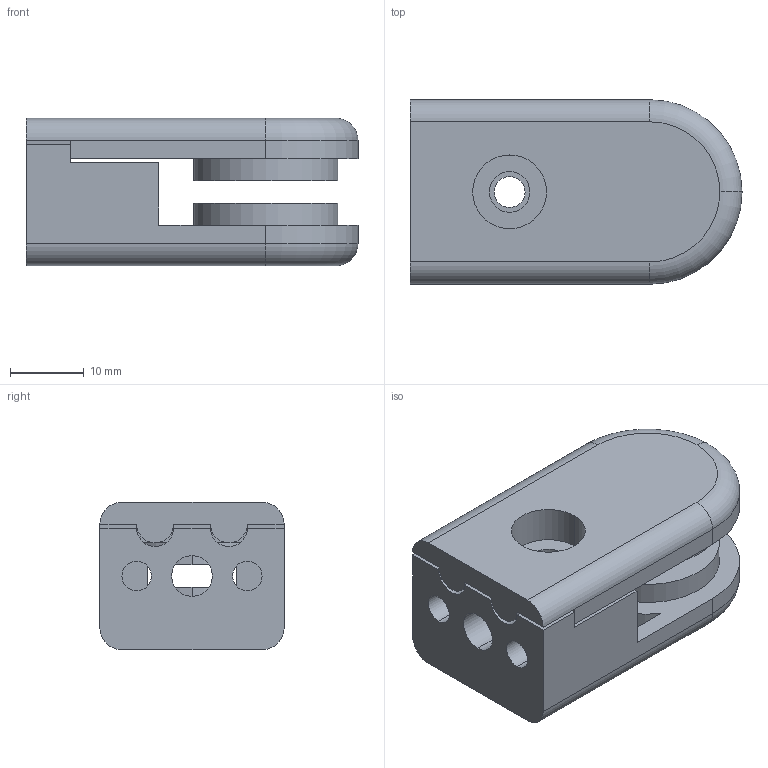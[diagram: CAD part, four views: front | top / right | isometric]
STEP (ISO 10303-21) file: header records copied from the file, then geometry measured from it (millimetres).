
FILE_DESCRIPTION (( 'STEP AP214' ), '1' );
FILE_NAME ('084.509.003.STEP', '2015-05-21T10:00:12', ( '' ), ( '' ), 'SwSTEP 2.0', 'SolidWorks 2012', '' );
FILE_SCHEMA (( 'AUTOMOTIVE_DESIGN' ));
Length unit declared in the file: millimetre
Products named in the file (1): 084.509.003
Bounding box: 45 x 25 x 20 mm (x, y, z)
Volume: 12704.5 mm3; surface area: 8123.8 mm2
Topology: 2 solids, 2 shells, 82 faces, 208 edges, 136 vertices
Faces by surface type: plane 45, cylinder 33, torus 4
Entity records: 2569 total; most frequent: DIRECTION 450, CARTESIAN_POINT 427, ORIENTED_EDGE 416, EDGE_CURVE 208, AXIS2_PLACEMENT_3D 159, VERTEX_POINT 136, VECTOR 132, LINE 132
